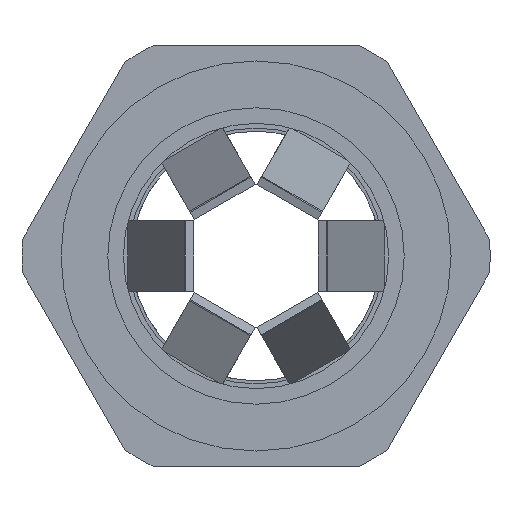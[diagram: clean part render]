
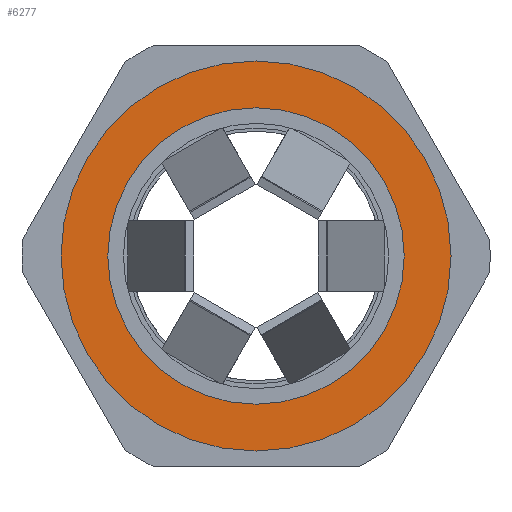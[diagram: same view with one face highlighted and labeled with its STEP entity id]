
A CAD part, front view. The second image highlights one B-rep face of the part: STEP entity #6277.
In plain terms, the highlighted planar face has unit normal (0, -1, 0).
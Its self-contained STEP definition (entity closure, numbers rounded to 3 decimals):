
#348 = CARTESIAN_POINT ( 'NONE',  ( -12.5, 0., 0. ) ) ;
#408 = AXIS2_PLACEMENT_3D ( 'NONE', #1538, #3679, #2092 ) ;
#766 = CARTESIAN_POINT ( 'NONE',  ( -9.5, 0., 0. ) ) ;
#909 = ORIENTED_EDGE ( 'NONE', *, *, #3464, .T. ) ;
#992 = CARTESIAN_POINT ( 'NONE',  ( 0., 0., 0. ) ) ;
#1421 = CARTESIAN_POINT ( 'NONE',  ( 9.5, 0., 0. ) ) ;
#1448 = VERTEX_POINT ( 'NONE', #1421 ) ;
#1476 = ORIENTED_EDGE ( 'NONE', *, *, #4841, .T. ) ;
#1535 = EDGE_LOOP ( 'NONE', ( #1476, #909 ) ) ;
#1538 = CARTESIAN_POINT ( 'NONE',  ( 12.5, 0., 0. ) ) ;
#1568 = DIRECTION ( 'NONE',  ( -1., 0., 0. ) ) ;
#1696 = CIRCLE ( 'NONE', #4744, 12.5 ) ;
#1964 = EDGE_CURVE ( 'NONE', #2451, #6187, #1696, .T. ) ;
#2092 = DIRECTION ( 'NONE',  ( -1., 0., 0. ) ) ;
#2329 = DIRECTION ( 'NONE',  ( -1., 0., 0. ) ) ;
#2375 = DIRECTION ( 'NONE',  ( 0., 1., 0. ) ) ;
#2451 = VERTEX_POINT ( 'NONE', #5176 ) ;
#2859 = CARTESIAN_POINT ( 'NONE',  ( 0., 0., 0. ) ) ;
#3163 = CARTESIAN_POINT ( 'NONE',  ( 0., 0., 0. ) ) ;
#3464 = EDGE_CURVE ( 'NONE', #1448, #4168, #3684, .T. ) ;
#3679 = DIRECTION ( 'NONE',  ( 0., 1., 0. ) ) ;
#3684 = CIRCLE ( 'NONE', #6911, 9.5 ) ;
#3701 = DIRECTION ( 'NONE',  ( -1., 0., 0. ) ) ;
#3703 = AXIS2_PLACEMENT_3D ( 'NONE', #992, #4813, #1568 ) ;
#4168 = VERTEX_POINT ( 'NONE', #766 ) ;
#4457 = FACE_OUTER_BOUND ( 'NONE', #6863, .T. ) ;
#4744 = AXIS2_PLACEMENT_3D ( 'NONE', #2859, #6164, #2329 ) ;
#4758 = ORIENTED_EDGE ( 'NONE', *, *, #1964, .F. ) ;
#4790 = PLANE ( 'NONE',  #408 ) ;
#4813 = DIRECTION ( 'NONE',  ( 0., 1., 0. ) ) ;
#4841 = EDGE_CURVE ( 'NONE', #4168, #1448, #5430, .T. ) ;
#5176 = CARTESIAN_POINT ( 'NONE',  ( 12.5, 0., 0. ) ) ;
#5430 = CIRCLE ( 'NONE', #3703, 9.5 ) ;
#5647 = CARTESIAN_POINT ( 'NONE',  ( 0., 0., 0. ) ) ;
#5762 = AXIS2_PLACEMENT_3D ( 'NONE', #3163, #7031, #3701 ) ;
#5862 = CIRCLE ( 'NONE', #5762, 12.5 ) ;
#5938 = FACE_BOUND ( 'NONE', #1535, .T. ) ;
#6164 = DIRECTION ( 'NONE',  ( 0., 1., 0. ) ) ;
#6187 = VERTEX_POINT ( 'NONE', #348 ) ;
#6216 = DIRECTION ( 'NONE',  ( -1., 0., 0. ) ) ;
#6277 = ADVANCED_FACE ( 'NONE', ( #4457, #5938 ), #4790, .F. ) ;
#6717 = ORIENTED_EDGE ( 'NONE', *, *, #6791, .F. ) ;
#6791 = EDGE_CURVE ( 'NONE', #6187, #2451, #5862, .T. ) ;
#6863 = EDGE_LOOP ( 'NONE', ( #6717, #4758 ) ) ;
#6911 = AXIS2_PLACEMENT_3D ( 'NONE', #5647, #2375, #6216 ) ;
#7031 = DIRECTION ( 'NONE',  ( 0., 1., 0. ) ) ;
